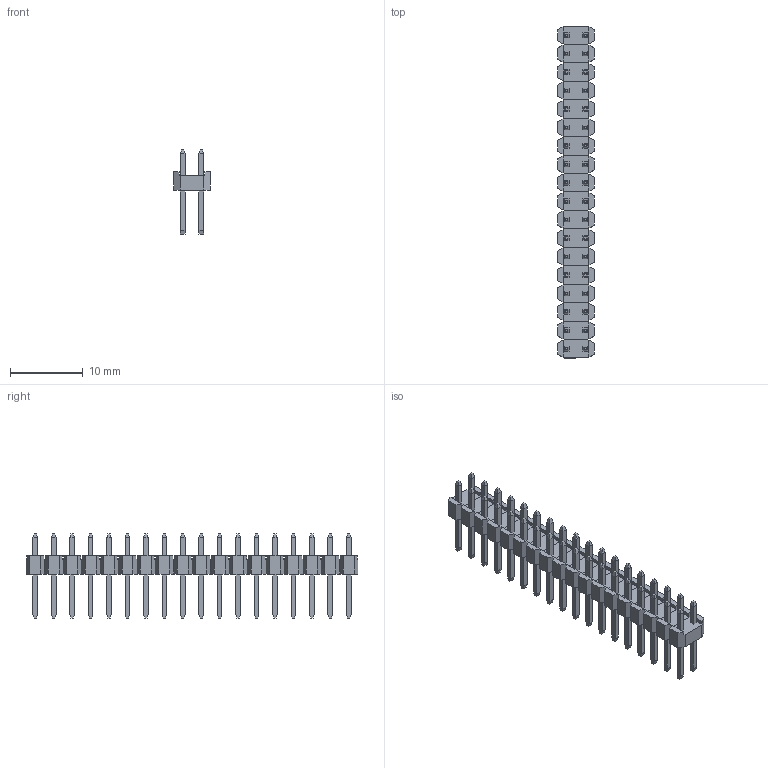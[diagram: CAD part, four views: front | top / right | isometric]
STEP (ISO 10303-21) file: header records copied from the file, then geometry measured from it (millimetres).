
FILE_DESCRIPTION (( 'STEP AP214' ), '1' );
FILE_NAME ('hdr2x18.STEP', '2018-05-20T08:40:10', ( '' ), ( '' ), 'SwSTEP 2.0', 'SolidWorks 2016', '' );
FILE_SCHEMA (( 'AUTOMOTIVE_DESIGN' ));
Length unit declared in the file: millimetre
Products named in the file (4): pin2; hdr2x18; pin.3; pin.1_11.2
Assembly tree (21 placements, depth 3):
  hdr2x18
    pin2  x18
      pin.1_11.2
      pin.3
Bounding box: 5.08 x 45.72 x 11.6 mm (x, y, z)
Volume: 629.4 mm3; surface area: 2095.8 mm2
Topology: 54 solids, 54 shells, 684 faces, 1584 edges, 1008 vertices
Faces by surface type: plane 684
Entity records: 1014 total; most frequent: DIRECTION 164, CARTESIAN_POINT 153, ORIENTED_EDGE 124, VECTOR 62, EDGE_CURVE 62, LINE 62, AXIS2_PLACEMENT_3D 51, VERTEX_POINT 40
